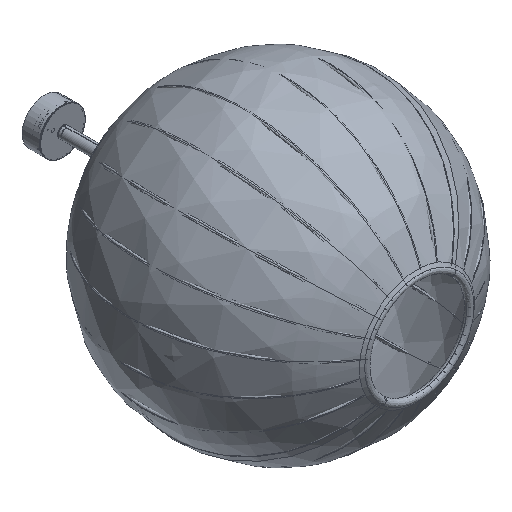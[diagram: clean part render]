
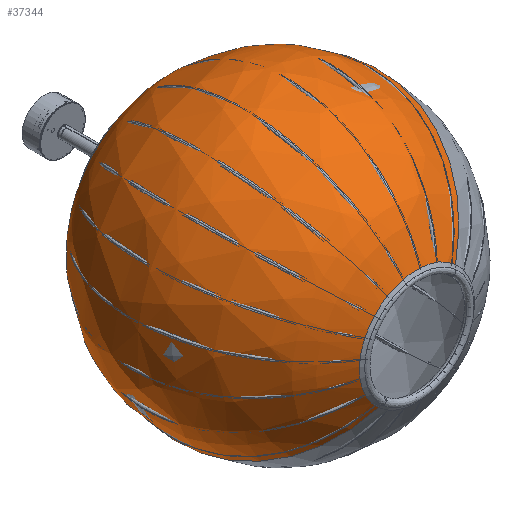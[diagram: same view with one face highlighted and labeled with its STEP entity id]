
A CAD part, isometric view. The second image highlights one B-rep face of the part: STEP entity #37344.
In plain terms, the highlighted free-form (B-spline) face has degree [3, 3] with [4, 4] control points.
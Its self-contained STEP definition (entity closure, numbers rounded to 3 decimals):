
#98 = ORIENTED_EDGE ( 'NONE', *, *, #21274, .F. ) ;
#232 = AXIS2_PLACEMENT_3D ( 'NONE', #44708, #10926, #32714 ) ;
#465 = CARTESIAN_POINT ( 'NONE',  ( 0., 362.601, 197.503 ) ) ;
#3198 = CARTESIAN_POINT ( 'NONE',  ( 0., -364.358, -155.18 ) ) ;
#4540 = CARTESIAN_POINT ( 'NONE',  ( -395.005, 362.601, -197.503 ) ) ;
#5024 = VERTEX_POINT ( 'NONE', #44162 ) ;
#5292 =( BOUNDED_SURFACE ( )  B_SPLINE_SURFACE ( 3, 3, ( 
 ( #41854, #4540, #21168, #465 ),
 ( #50841, #30171, #7333, #25499 ),
 ( #23936, #29899, #17088, #12988 ),
 ( #53104, #25770, #29619, #46233 ) ),
 .UNSPECIFIED., .F., .F., .F. ) 
 B_SPLINE_SURFACE_WITH_KNOTS ( ( 4, 4 ),
 ( 4, 4 ),
 ( 0., 1. ),
 ( 0., 1. ),
 .UNSPECIFIED. ) 
 GEOMETRIC_REPRESENTATION_ITEM ( )  RATIONAL_B_SPLINE_SURFACE ( (
 ( 1., 0.333, 0.333, 1.),
 ( 0.625, 0.208, 0.208, 0.625),
 ( 0.625, 0.208, 0.208, 0.625),
 ( 1., 0.333, 0.333, 1.) ) ) 
 REPRESENTATION_ITEM ( '' )  SURFACE ( )  );
#7161 = CIRCLE ( 'NONE', #232, 155.18 ) ;
#7333 = CARTESIAN_POINT ( 'NONE',  ( -1071.818, 172.572, 535.909 ) ) ;
#8388 = AXIS2_PLACEMENT_3D ( 'NONE', #21561, #38165, #34101 ) ;
#10926 = DIRECTION ( 'NONE',  ( 0., 1., 0. ) ) ;
#12717 = FACE_OUTER_BOUND ( 'NONE', #15016, .T. ) ;
#12988 = CARTESIAN_POINT ( 'NONE',  ( 0., -214.883, 513.352 ) ) ;
#13051 = AXIS2_PLACEMENT_3D ( 'NONE', #33378, #34182, #33647 ) ;
#15016 = EDGE_LOOP ( 'NONE', ( #24249, #32001, #22800, #98 ) ) ;
#17088 = CARTESIAN_POINT ( 'NONE',  ( -1026.704, -214.883, 513.352 ) ) ;
#17439 = CARTESIAN_POINT ( 'NONE',  ( 0., 362.601, 0. ) ) ;
#18231 = CIRCLE ( 'NONE', #25118, 197.503 ) ;
#21168 = CARTESIAN_POINT ( 'NONE',  ( -395.005, 362.601, 197.503 ) ) ;
#21274 = EDGE_CURVE ( 'NONE', #38817, #5024, #53049, .T. ) ;
#21561 = CARTESIAN_POINT ( 'NONE',  ( 0., 9.435, 0.815 ) ) ;
#22800 = ORIENTED_EDGE ( 'NONE', *, *, #24694, .T. ) ;
#23936 = CARTESIAN_POINT ( 'NONE',  ( 0., -214.883, -513.352 ) ) ;
#24249 = ORIENTED_EDGE ( 'NONE', *, *, #43959, .T. ) ;
#24694 = EDGE_CURVE ( 'NONE', #29304, #5024, #7161, .T. ) ;
#24763 = DIRECTION ( 'NONE',  ( 0., -1., 0. ) ) ;
#25108 = VERTEX_POINT ( 'NONE', #53332 ) ;
#25118 = AXIS2_PLACEMENT_3D ( 'NONE', #17439, #24763, #41939 ) ;
#25499 = CARTESIAN_POINT ( 'NONE',  ( 0., 172.572, 535.909 ) ) ;
#25770 = CARTESIAN_POINT ( 'NONE',  ( -310.359, -364.358, -155.18 ) ) ;
#29304 = VERTEX_POINT ( 'NONE', #3198 ) ;
#29619 = CARTESIAN_POINT ( 'NONE',  ( -310.359, -364.358, 155.18 ) ) ;
#29899 = CARTESIAN_POINT ( 'NONE',  ( -1026.704, -214.883, -513.352 ) ) ;
#30171 = CARTESIAN_POINT ( 'NONE',  ( -1071.818, 172.572, -535.909 ) ) ;
#32001 = ORIENTED_EDGE ( 'NONE', *, *, #37073, .T. ) ;
#32714 = DIRECTION ( 'NONE',  ( 0., 0., 1. ) ) ;
#33378 = CARTESIAN_POINT ( 'NONE',  ( 0., 9.435, -0.815 ) ) ;
#33647 = DIRECTION ( 'NONE',  ( 0., 0., 1. ) ) ;
#34101 = DIRECTION ( 'NONE',  ( 0., 0., -1. ) ) ;
#34182 = DIRECTION ( 'NONE',  ( 1., 0., 0. ) ) ;
#36177 = CIRCLE ( 'NONE', #8388, 405.038 ) ;
#37073 = EDGE_CURVE ( 'NONE', #25108, #29304, #36177, .T. ) ;
#37344 = ADVANCED_FACE ( 'NONE', ( #12717 ), #5292, .T. ) ;
#38165 = DIRECTION ( 'NONE',  ( -1., 0., 0. ) ) ;
#38817 = VERTEX_POINT ( 'NONE', #45246 ) ;
#41854 = CARTESIAN_POINT ( 'NONE',  ( 0., 362.601, -197.503 ) ) ;
#41939 = DIRECTION ( 'NONE',  ( 0., 0., 1. ) ) ;
#43959 = EDGE_CURVE ( 'NONE', #38817, #25108, #18231, .T. ) ;
#44162 = CARTESIAN_POINT ( 'NONE',  ( 0., -364.358, 155.18 ) ) ;
#44708 = CARTESIAN_POINT ( 'NONE',  ( 0., -364.358, 0. ) ) ;
#45246 = CARTESIAN_POINT ( 'NONE',  ( 0., 362.601, 197.503 ) ) ;
#46233 = CARTESIAN_POINT ( 'NONE',  ( 0., -364.358, 155.18 ) ) ;
#50841 = CARTESIAN_POINT ( 'NONE',  ( 0., 172.572, -535.909 ) ) ;
#53049 = CIRCLE ( 'NONE', #13051, 405.038 ) ;
#53104 = CARTESIAN_POINT ( 'NONE',  ( 0., -364.358, -155.18 ) ) ;
#53332 = CARTESIAN_POINT ( 'NONE',  ( 0., 362.601, -197.503 ) ) ;
